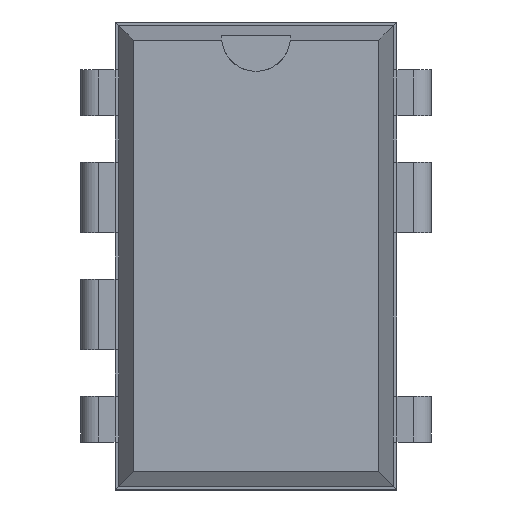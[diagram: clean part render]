
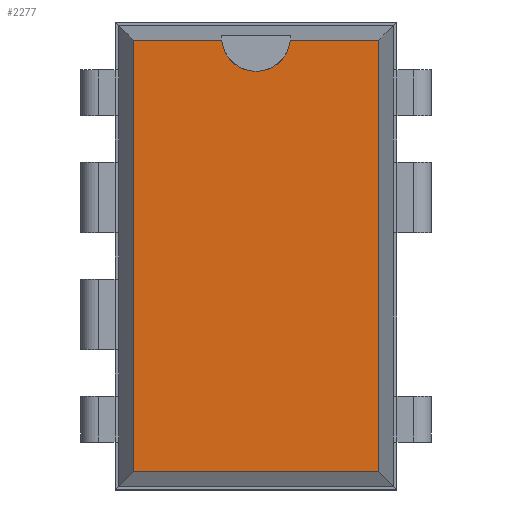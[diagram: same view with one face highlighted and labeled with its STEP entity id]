
A CAD part, top view. The second image highlights one B-rep face of the part: STEP entity #2277.
In plain terms, the highlighted planar face has unit normal (0, 0, 1).
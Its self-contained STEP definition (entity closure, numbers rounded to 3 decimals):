
#27=VECTOR('',#28,1.);
#28=DIRECTION('',(0.,1.,0.));
#34=VECTOR('',#35,1.);
#35=DIRECTION('',(-1.,0.,0.));
#41=VECTOR('',#42,1.);
#42=DIRECTION('',(0.,-1.,0.));
#46=VECTOR('',#47,1.);
#47=DIRECTION('',(1.,0.,0.));
#50=DIRECTION('',(0.,0.,-1.));
#959=DIRECTION('',(0.,0.,-1.));
#1329=VERTEX_POINT('',#1330);
#1330=CARTESIAN_POINT('',(6.344,0.871,3.68));
#1332=ORIENTED_EDGE('',*,*,#1333,.F.);
#1333=EDGE_CURVE('',#1334,#1329,#1336,.T.);
#1334=VERTEX_POINT('',#1335);
#1335=CARTESIAN_POINT('',(6.344,-8.491,3.68));
#1336=LINE('',#1335,#27);
#1719=VERTEX_POINT('',#1720);
#1720=CARTESIAN_POINT('',(1.022,0.871,3.68));
#1722=ORIENTED_EDGE('',*,*,#1723,.F.);
#1723=EDGE_CURVE('',#1724,#1719,#1726,.T.);
#1724=VERTEX_POINT('',#1725);
#1725=CARTESIAN_POINT('',(2.937,0.871,3.68));
#1726=LINE('',#1330,#34);
#1745=VERTEX_POINT('',#1746);
#1746=CARTESIAN_POINT('',(4.429,0.871,3.68));
#1752=ORIENTED_EDGE('',*,*,#1753,.F.);
#1753=EDGE_CURVE('',#1329,#1745,#1726,.T.);
#1773=VERTEX_POINT('',#1774);
#1774=CARTESIAN_POINT('',(1.022,-8.491,3.68));
#1776=ORIENTED_EDGE('',*,*,#1777,.F.);
#1777=EDGE_CURVE('',#1719,#1773,#1778,.T.);
#1778=LINE('',#1720,#41);
#2272=ORIENTED_EDGE('',*,*,#2273,.F.);
#2273=EDGE_CURVE('',#1773,#1334,#2274,.T.);
#2274=LINE('',#1774,#46);
#2277=ADVANCED_FACE('',(#2278),#2289,.F.);
#2278=FACE_BOUND('',#2279,.F.);
#2279=EDGE_LOOP('',(#1332,#2272,#1776,#1722,#2280,#2287,#1752));
#2280=ORIENTED_EDGE('',*,*,#2281,.F.);
#2281=EDGE_CURVE('',#2282,#1724,#2284,.T.);
#2282=VERTEX_POINT('',#2283);
#2283=CARTESIAN_POINT('',(3.683,0.196,3.68));
#2284=CIRCLE('',#2285,0.75);
#2285=AXIS2_PLACEMENT_3D('',#2286,#959,#42);
#2286=CARTESIAN_POINT('',(3.683,0.946,3.68));
#2287=ORIENTED_EDGE('',*,*,#2288,.F.);
#2288=EDGE_CURVE('',#1745,#2282,#2284,.T.);
#2289=PLANE('',#2290);
#2290=AXIS2_PLACEMENT_3D('',#1335,#50,#2291);
#2291=DIRECTION('',(-0.494,0.869,0.));
